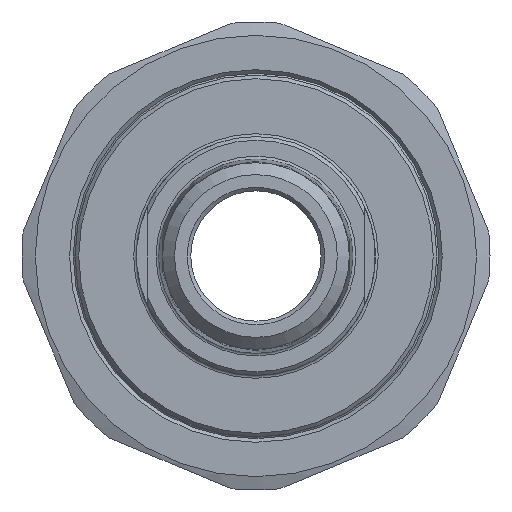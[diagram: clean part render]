
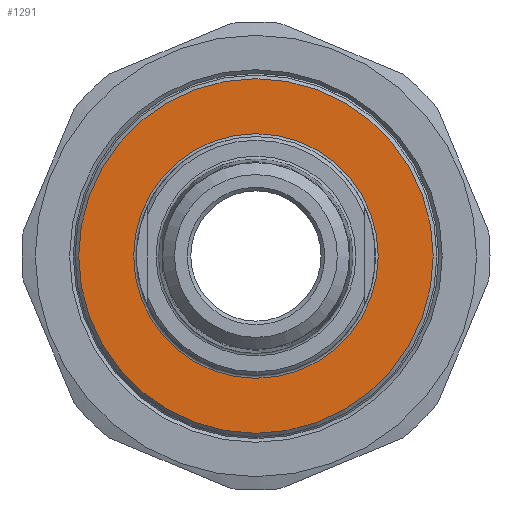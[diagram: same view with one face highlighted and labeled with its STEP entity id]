
A CAD part, left-side view. The second image highlights one B-rep face of the part: STEP entity #1291.
In plain terms, the highlighted planar face has unit normal (-1, 0, 0).
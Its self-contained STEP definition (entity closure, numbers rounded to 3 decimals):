
#46=FACE_BOUND('',#282,.T.);
#130=PLANE('',#1521);
#194=FACE_OUTER_BOUND('',#281,.T.);
#281=EDGE_LOOP('',(#1124));
#282=EDGE_LOOP('',(#1125));
#497=CIRCLE('',#1519,16.9);
#499=CIRCLE('',#1522,24.5);
#625=VERTEX_POINT('',#2366);
#626=VERTEX_POINT('',#2371);
#798=EDGE_CURVE('',#625,#625,#497,.T.);
#800=EDGE_CURVE('',#626,#626,#499,.T.);
#1124=ORIENTED_EDGE('',*,*,#800,.F.);
#1125=ORIENTED_EDGE('',*,*,#798,.F.);
#1291=ADVANCED_FACE('',(#194,#46),#130,.T.);
#1519=AXIS2_PLACEMENT_3D('',#2368,#1896,#1897);
#1521=AXIS2_PLACEMENT_3D('',#2370,#1900,#1901);
#1522=AXIS2_PLACEMENT_3D('',#2372,#1902,#1903);
#1896=DIRECTION('center_axis',(-1.,0.,0.));
#1897=DIRECTION('ref_axis',(0.,-1.,0.));
#1900=DIRECTION('center_axis',(-1.,0.,0.));
#1901=DIRECTION('ref_axis',(0.,0.,1.));
#1902=DIRECTION('center_axis',(1.,0.,0.));
#1903=DIRECTION('ref_axis',(0.,-1.,0.));
#2366=CARTESIAN_POINT('',(-13.5,0.,16.9));
#2368=CARTESIAN_POINT('Origin',(-13.5,0.,0.));
#2370=CARTESIAN_POINT('Origin',(-13.5,25.,0.));
#2371=CARTESIAN_POINT('',(-13.5,24.5,0.));
#2372=CARTESIAN_POINT('Origin',(-13.5,0.,0.));
